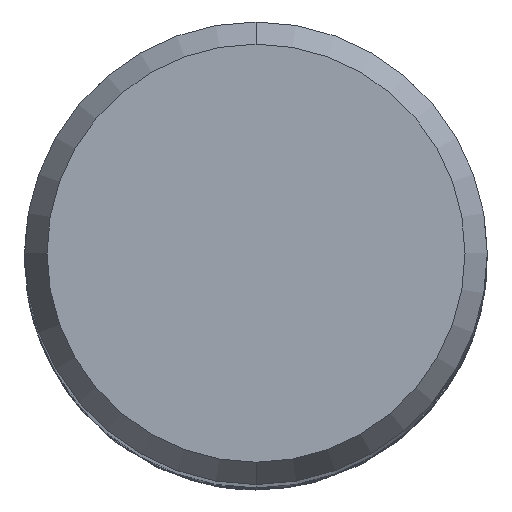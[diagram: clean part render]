
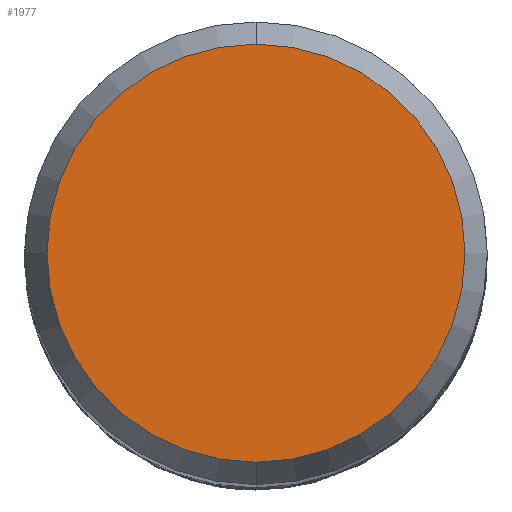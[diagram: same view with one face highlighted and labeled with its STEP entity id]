
A CAD part, top view. The second image highlights one B-rep face of the part: STEP entity #1977.
In plain terms, the highlighted planar face has unit normal (0, 0, 1).
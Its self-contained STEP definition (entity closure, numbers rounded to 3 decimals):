
#1625=EDGE_CURVE('',#1647,#1741,#3110,.T.);
#1647=VERTEX_POINT('',#3134);
#1741=VERTEX_POINT('',#3234);
#1933=EDGE_CURVE('',#1741,#1647,#3443,.T.);
#1977=ADVANCED_FACE('',(#3491),#3492,.T.);
#3110=CIRCLE('',#15923,5.423);
#3134=CARTESIAN_POINT('',(0.,-5.423,0.0));
#3234=CARTESIAN_POINT('',(0.0,5.423,0.0));
#3443=CIRCLE('',#18614,5.423);
#3491=FACE_OUTER_BOUND('',#19012,.T.);
#3492=PLANE('',#19013);
#15923=AXIS2_PLACEMENT_3D('',#21746,#21747,#21748);
#18614=AXIS2_PLACEMENT_3D('',#22065,#22066,#22067);
#19012=EDGE_LOOP('',(#22136,#22137));
#19013=AXIS2_PLACEMENT_3D('',#22138,#22139,#22140);
#21746=CARTESIAN_POINT('',(0.0,0.0,0.0));
#21747=DIRECTION('',(0.0,0.0,-1.0));
#21748=DIRECTION('',(0.0,1.0,0.0));
#22065=CARTESIAN_POINT('',(0.0,0.0,0.0));
#22066=DIRECTION('',(0.0,0.0,-1.0));
#22067=DIRECTION('',(0.0,1.0,0.0));
#22136=ORIENTED_EDGE('',*,*,#1933,.F.);
#22137=ORIENTED_EDGE('',*,*,#1625,.F.);
#22138=CARTESIAN_POINT('',(0.0,2.711,0.0));
#22139=DIRECTION('',(-0.0,0.0,1.0));
#22140=DIRECTION('',(0.0,-1.0,0.0));
